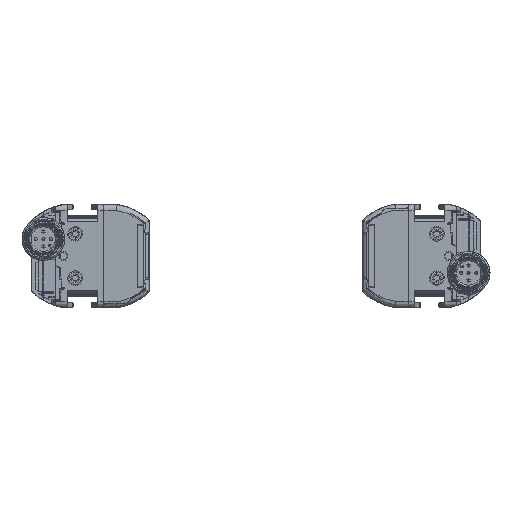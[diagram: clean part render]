
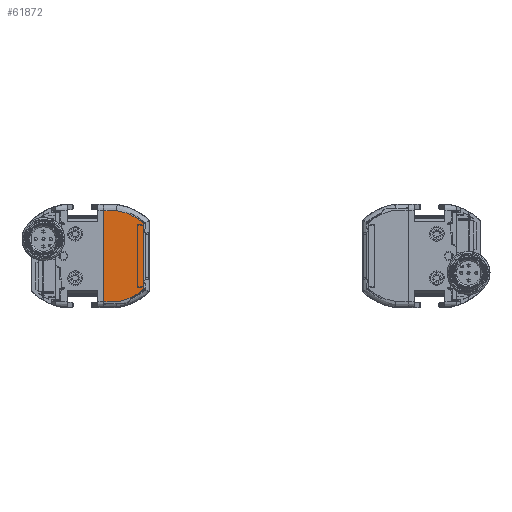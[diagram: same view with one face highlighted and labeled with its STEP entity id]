
A CAD part, front view. The second image highlights one B-rep face of the part: STEP entity #61872.
In plain terms, the highlighted planar face has unit normal (0, -1, 0).
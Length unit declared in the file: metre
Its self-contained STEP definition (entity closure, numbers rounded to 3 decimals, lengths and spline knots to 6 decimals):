
#599 = EDGE_CURVE ( 'NONE', #52250, #44530, #81452, .T. ) ;
#1101 = ORIENTED_EDGE ( 'NONE', *, *, #18497, .F. ) ;
#1997 = VERTEX_POINT ( 'NONE', #12001 ) ;
#2079 = AXIS2_PLACEMENT_3D ( 'NONE', #82925, #43596, #46016 ) ;
#4185 = CARTESIAN_POINT ( 'NONE',  ( -1.638767, -29.704724, -0.538676 ) ) ;
#5476 = CARTESIAN_POINT ( 'NONE',  ( -1.623916, -29.704724, 0.524413 ) ) ;
#5667 = CARTESIAN_POINT ( 'NONE',  ( -1.616489, -29.704724, -0.526424 ) ) ;
#7486 = EDGE_LOOP ( 'NONE', ( #31261, #15264, #69447, #50498, #1101, #89611 ) ) ;
#7514 = CARTESIAN_POINT ( 'NONE',  ( -1.658453, -29.704724, 0.54274 ) ) ;
#8523 = DIRECTION ( 'NONE',  ( 0., 0., -1. ) ) ;
#11329 = CARTESIAN_POINT ( 'NONE',  ( -1.65469, -29.704724, -0.546882 ) ) ;
#12001 = CARTESIAN_POINT ( 'NONE',  ( -1.5, -29.704724, -0.441463 ) ) ;
#12308 = CARTESIAN_POINT ( 'NONE',  ( -1.571706, -29.704724, -0.497851 ) ) ;
#13033 = EDGE_CURVE ( 'NONE', #41815, #16442, #50320, .T. ) ;
#13131 = CARTESIAN_POINT ( 'NONE',  ( -1.668277, -29.704724, 0.547424 ) ) ;
#13332 = CARTESIAN_POINT ( 'NONE',  ( -1.667248, -29.704724, -0.553028 ) ) ;
#14466 = CARTESIAN_POINT ( 'NONE',  ( -2.007874, -29.704724, -0.613284 ) ) ;
#14663 = CARTESIAN_POINT ( 'NONE',  ( -1.668716, -29.704724, 0.547632 ) ) ;
#15264 = ORIENTED_EDGE ( 'NONE', *, *, #599, .F. ) ;
#16009 = CARTESIAN_POINT ( 'NONE',  ( -2.007874, -29.704724, 0.607189 ) ) ;
#16442 = VERTEX_POINT ( 'NONE', #95747 ) ;
#17645 = CARTESIAN_POINT ( 'NONE',  ( -2.032072, -29.704724, -0.613284 ) ) ;
#18497 = EDGE_CURVE ( 'NONE', #88314, #41815, #51294, .T. ) ;
#18920 = VECTOR ( 'NONE', #47163, 39.370079 ) ;
#20015 = CARTESIAN_POINT ( 'NONE',  ( -1.667544, -29.704724, -0.553169 ) ) ;
#21324 = CARTESIAN_POINT ( 'NONE',  ( -1.587924, -29.704724, 0.50257 ) ) ;
#21841 = CARTESIAN_POINT ( 'NONE',  ( -1.67401, -29.704724, 0.550126 ) ) ;
#22844 = CARTESIAN_POINT ( 'NONE',  ( -1.680239, -29.704724, 0.553001 ) ) ;
#23681 = CARTESIAN_POINT ( 'NONE',  ( -1.860405, -29.704724, 0.607189 ) ) ;
#25684 = CARTESIAN_POINT ( 'NONE',  ( -1.5, -29.704724, -0.441463 ) ) ;
#25768 = EDGE_CURVE ( 'NONE', #16442, #52250, #85975, .T. ) ;
#26657 = CARTESIAN_POINT ( 'NONE',  ( -1.788452, -29.704724, -0.601748 ) ) ;
#26796 = DIRECTION ( 'NONE',  ( 0., 0., 1. ) ) ;
#27156 = CARTESIAN_POINT ( 'NONE',  ( -1.575559, -29.704724, -0.500471 ) ) ;
#28148 = CARTESIAN_POINT ( 'NONE',  ( -1.577233, -29.704724, -0.501599 ) ) ;
#28442 = CARTESIAN_POINT ( 'NONE',  ( -1.508778, -29.704724, 0.443235 ) ) ;
#29451 = CARTESIAN_POINT ( 'NONE',  ( -1.602849, -29.704724, 0.511974 ) ) ;
#29950 = CARTESIAN_POINT ( 'NONE',  ( -1.519608, -29.704724, 0.452566 ) ) ;
#31261 = ORIENTED_EDGE ( 'NONE', *, *, #72562, .F. ) ;
#33817 = CARTESIAN_POINT ( 'NONE',  ( -1.508778, -29.704724, -0.449331 ) ) ;
#34002 = VECTOR ( 'NONE', #26796, 39.370079 ) ;
#34358 = EDGE_CURVE ( 'NONE', #1997, #88314, #98066, .T. ) ;
#35310 = CARTESIAN_POINT ( 'NONE',  ( -1.661616, -29.704724, -0.550308 ) ) ;
#35792 = CARTESIAN_POINT ( 'NONE',  ( -1.578354, -29.704724, -0.502352 ) ) ;
#36615 = CARTESIAN_POINT ( 'NONE',  ( -1.580048, -29.704724, 0.497389 ) ) ;
#37625 = CARTESIAN_POINT ( 'NONE',  ( -1.692862, -29.704724, 0.558637 ) ) ;
#38135 = CARTESIAN_POINT ( 'NONE',  ( -1.703967, -29.704724, 0.563265 ) ) ;
#41815 = VERTEX_POINT ( 'NONE', #17645 ) ;
#42500 = CARTESIAN_POINT ( 'NONE',  ( -1.860405, -29.704724, -0.613284 ) ) ;
#43596 = DIRECTION ( 'NONE',  ( 0., 1., 0. ) ) ;
#44292 = CARTESIAN_POINT ( 'NONE',  ( -1.860405, -29.704724, 0.607189 ) ) ;
#44492 = CARTESIAN_POINT ( 'NONE',  ( -1.72402, -29.704724, -0.580094 ) ) ;
#44530 = VERTEX_POINT ( 'NONE', #88694 ) ;
#46016 = DIRECTION ( 'NONE',  ( 1., 0., 0. ) ) ;
#47163 = DIRECTION ( 'NONE',  ( 1., 0., 0. ) ) ;
#48186 = CARTESIAN_POINT ( 'NONE',  ( -1.562193, -29.704724, -0.491215 ) ) ;
#48472 = VECTOR ( 'NONE', #98717, 39.370079 ) ;
#50320 = LINE ( 'NONE', #74261, #34002 ) ;
#50498 = ORIENTED_EDGE ( 'NONE', *, *, #13033, .F. ) ;
#50686 = CARTESIAN_POINT ( 'NONE',  ( -1.657565, -29.704724, -0.548317 ) ) ;
#51294 = LINE ( 'NONE', #14466, #48472 ) ;
#52204 = CARTESIAN_POINT ( 'NONE',  ( -1.645548, -29.704724, -0.542234 ) ) ;
#52250 = VERTEX_POINT ( 'NONE', #23681 ) ;
#53023 = CARTESIAN_POINT ( 'NONE',  ( -1.646194, -29.704724, 0.536666 ) ) ;
#54006 = CARTESIAN_POINT ( 'NONE',  ( -1.670917, -29.704724, 0.548675 ) ) ;
#55344 = CARTESIAN_POINT ( 'NONE',  ( -1.519608, -29.704724, -0.458661 ) ) ;
#55856 = CARTESIAN_POINT ( 'NONE',  ( -1.55815, -29.704724, -0.488316 ) ) ;
#58464 = PLANE ( 'NONE',  #2079 ) ;
#59647 = CARTESIAN_POINT ( 'NONE',  ( -1.5, -29.704724, 0.435368 ) ) ;
#60156 = CARTESIAN_POINT ( 'NONE',  ( -1.790307, -29.704724, 0.593101 ) ) ;
#61872 = ADVANCED_FACE ( 'NONE', ( #98227 ), #58464, .F. ) ;
#66495 = CARTESIAN_POINT ( 'NONE',  ( -1.665746, -29.704724, -0.552309 ) ) ;
#67305 = CARTESIAN_POINT ( 'NONE',  ( -1.598369, -29.704724, 0.509212 ) ) ;
#68314 = CARTESIAN_POINT ( 'NONE',  ( -1.824429, -29.704724, 0.601421 ) ) ;
#69447 = ORIENTED_EDGE ( 'NONE', *, *, #25768, .F. ) ;
#72562 = EDGE_CURVE ( 'NONE', #44530, #1997, #86163, .T. ) ;
#74261 = CARTESIAN_POINT ( 'NONE',  ( -2.032072, -29.704724, 0.215456 ) ) ;
#75425 = CARTESIAN_POINT ( 'NONE',  ( -1.615844, -29.704724, 0.519802 ) ) ;
#77479 = CARTESIAN_POINT ( 'NONE',  ( -1.74212, -29.704724, 0.577796 ) ) ;
#78816 = CARTESIAN_POINT ( 'NONE',  ( -1.539333, -29.704724, -0.474296 ) ) ;
#81452 = B_SPLINE_CURVE_WITH_KNOTS ( 'NONE', 3,
 ( #44292, #68314, #60156, #77479, #99413, #38135, #37625, #22844, #21841, #54006, #84632, #14663, #13131, #100428, #7514, #53023, #5476, #75425, #29451, #67305, #90771, #21324, #91274, #98402, #99926, #36615, #92284, #84138, #29950, #28442, #59647 ),
 .UNSPECIFIED., .F., .F.,
 ( 4, 2, 2, 1, 1, 1, 1, 1, 2, 2, 2, 2, 2, 1, 1, 2, 2, 2, 4 ),
 ( 0., 0.25, 0.375, 0.4375, 0.46875, 0.484375, 0.492187, 0.496094, 0.498047, 0.5, 0.625, 0.6875, 0.71875, 0.734375, 0.742187, 0.746094, 0.75, 0.875, 1. ),
 .UNSPECIFIED. ) ;
#82799 = CARTESIAN_POINT ( 'NONE',  ( -1.578872, -29.704724, -0.502698 ) ) ;
#82925 = CARTESIAN_POINT ( 'NONE',  ( -2.007874, -29.704724, 0.215456 ) ) ;
#83311 = CARTESIAN_POINT ( 'NONE',  ( -1.666801, -29.704724, -0.552815 ) ) ;
#84138 = CARTESIAN_POINT ( 'NONE',  ( -1.545908, -29.704724, 0.473412 ) ) ;
#84574 = VECTOR ( 'NONE', #8523, 39.370079 ) ;
#84632 = CARTESIAN_POINT ( 'NONE',  ( -1.669376, -29.704724, 0.547946 ) ) ;
#85975 = LINE ( 'NONE', #16009, #18920 ) ;
#86163 = LINE ( 'NONE', #87684, #84574 ) ;
#87684 = CARTESIAN_POINT ( 'NONE',  ( -1.5, -29.704724, 0.215456 ) ) ;
#88314 = VERTEX_POINT ( 'NONE', #99452 ) ;
#88694 = CARTESIAN_POINT ( 'NONE',  ( -1.5, -29.704724, 0.435368 ) ) ;
#88982 = CARTESIAN_POINT ( 'NONE',  ( -1.599039, -29.704724, -0.516159 ) ) ;
#89611 = ORIENTED_EDGE ( 'NONE', *, *, #34358, .F. ) ;
#90771 = CARTESIAN_POINT ( 'NONE',  ( -1.59144, -29.704724, 0.504825 ) ) ;
#90970 = CARTESIAN_POINT ( 'NONE',  ( -1.663576, -29.704724, -0.551263 ) ) ;
#91274 = CARTESIAN_POINT ( 'NONE',  ( -1.583732, -29.704724, 0.499828 ) ) ;
#92284 = CARTESIAN_POINT ( 'NONE',  ( -1.56138, -29.704724, 0.484928 ) ) ;
#94638 = CARTESIAN_POINT ( 'NONE',  ( -1.546488, -29.704724, -0.479778 ) ) ;
#95747 = CARTESIAN_POINT ( 'NONE',  ( -2.032072, -29.704724, 0.607189 ) ) ;
#97117 = CARTESIAN_POINT ( 'NONE',  ( -1.568495, -29.704724, -0.495628 ) ) ;
#97601 = CARTESIAN_POINT ( 'NONE',  ( -1.667618, -29.704724, -0.553205 ) ) ;
#98066 = B_SPLINE_CURVE_WITH_KNOTS ( 'NONE', 3,
 ( #25684, #33817, #55344, #78816, #94638, #55856, #48186, #97117, #12308, #27156, #28148, #35792, #82799, #88982, #5667, #4185, #52204, #11329, #50686, #35310, #90970, #66495, #83311, #13332, #20015, #97601, #44492, #26657, #42500 ),
 .UNSPECIFIED., .F., .F.,
 ( 4, 2, 2, 2, 1, 1, 2, 2, 2, 2, 2, 1, 1, 1, 2, 2, 4 ),
 ( 0., 0.125, 0.1875, 0.21875, 0.234375, 0.242188, 0.246094, 0.25, 0.375, 0.4375, 0.46875, 0.484375, 0.492188, 0.496094, 0.498047, 0.5, 1. ),
 .UNSPECIFIED. ) ;
#98227 = FACE_OUTER_BOUND ( 'NONE', #7486, .T. ) ;
#98402 = CARTESIAN_POINT ( 'NONE',  ( -1.581917, -29.704724, 0.498629 ) ) ;
#98717 = DIRECTION ( 'NONE',  ( -1., 0., 0. ) ) ;
#99413 = CARTESIAN_POINT ( 'NONE',  ( -1.726555, -29.704724, 0.572222 ) ) ;
#99452 = CARTESIAN_POINT ( 'NONE',  ( -1.860405, -29.704724, -0.613284 ) ) ;
#99926 = CARTESIAN_POINT ( 'NONE',  ( -1.580703, -29.704724, 0.497824 ) ) ;
#100428 = CARTESIAN_POINT ( 'NONE',  ( -1.667984, -29.704724, 0.547284 ) ) ;
